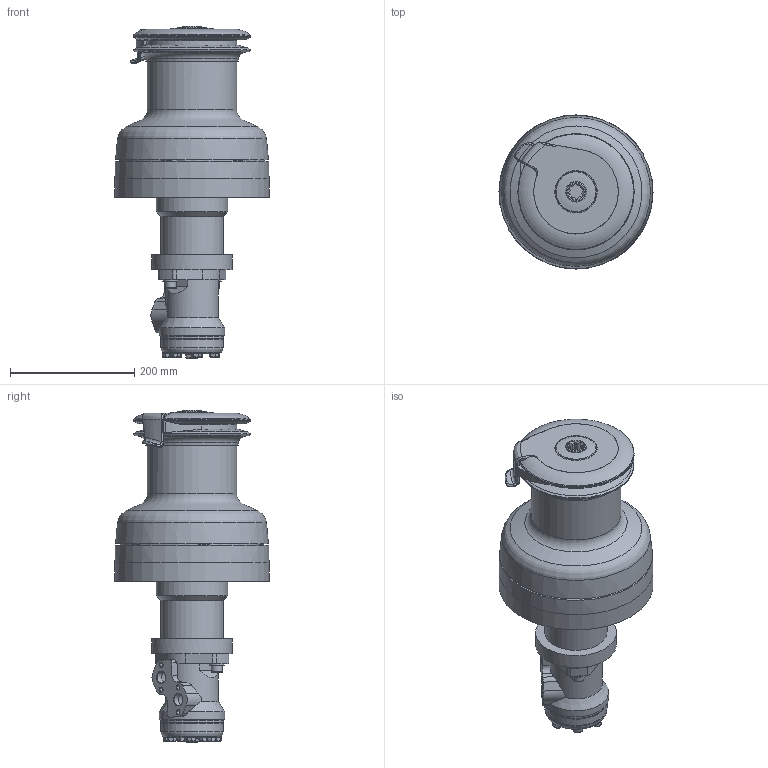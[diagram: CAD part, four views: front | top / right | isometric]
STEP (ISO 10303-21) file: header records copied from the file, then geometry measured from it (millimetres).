
FILE_DESCRIPTION(/* description */ (''),/* implementation_level */ '2;1');
FILE_NAME(/* name */ 'XT66_HD.stp',/* time_stamp */ '2016-03-24T14:42:07+01:00',/* author */ ('gianni'),/* organization */ (''),/* preprocessor_version */ 'ST-DEVELOPER v16.1',/* originating_system */ 'Autodesk Inventor 2016',/* authorisation */ '');
FILE_SCHEMA (('AUTOMOTIVE_DESIGN { 1 0 10303 214 3 1 1 }'));
Length unit declared in the file: millimetre
Products named in the file (1): XT66 HD
Bounding box: 247.99 x 247.99 x 534.1 mm (x, y, z)
Volume: 10351494.4 mm3; surface area: 440061.7 mm2
Topology: 1 solids, 1 shells, 451 faces, 1140 edges, 720 vertices
Faces by surface type: plane 207, cylinder 120, torus 65, bspline 33, cone 26
Full cylindrical faces by diameter (mm): 6.647 x4, 10.5 x6, 13 x7, 18 x4, 18.631 x2, 24 x2, 31.72 x1, 32.2 x1, 100 x3, 105 x1, 115 x1, 130 x1, 144 x2, 187 x3, 233 x1, 248 x1
Entity records: 15897 total; most frequent: CARTESIAN_POINT 5770, ORIENTED_EDGE 2066, DIRECTION 2046, EDGE_CURVE 1033, AXIS2_PLACEMENT_3D 814, VERTEX_POINT 695, EDGE_LOOP 562, FACE_OUTER_BOUND 451
